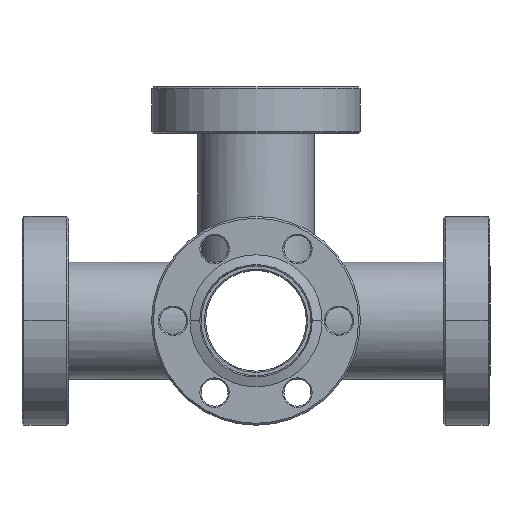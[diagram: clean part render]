
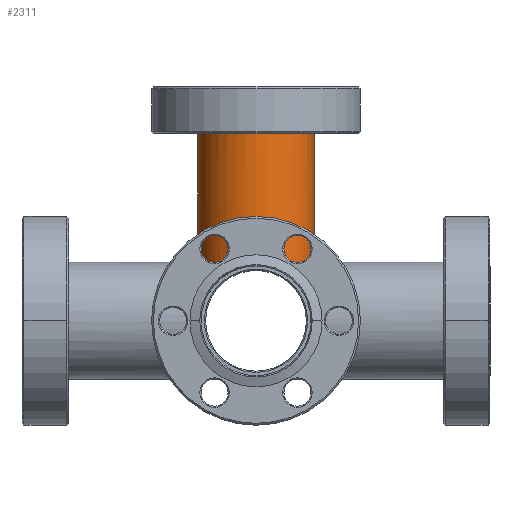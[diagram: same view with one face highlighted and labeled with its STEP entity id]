
A CAD part, front view. The second image highlights one B-rep face of the part: STEP entity #2311.
In plain terms, the highlighted cylindrical face has radius 9.525 mm (diameter 19.05 mm), a partial arc.
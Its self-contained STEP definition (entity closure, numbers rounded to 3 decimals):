
#14 = VECTOR ( 'NONE', #1575, 1000. ) ;
#31 = DIRECTION ( 'NONE',  ( 0., 0., -1. ) ) ;
#33 = CARTESIAN_POINT ( 'NONE',  ( -6.735, -6.735, 6.735 ) ) ;
#93 = DIRECTION ( 'NONE',  ( 0., 0., -1. ) ) ;
#136 = CARTESIAN_POINT ( 'NONE',  ( 6.735, -6.735, 6.735 ) ) ;
#157 = CARTESIAN_POINT ( 'NONE',  ( -9.525, 0., 33.4 ) ) ;
#207 = CARTESIAN_POINT ( 'NONE',  ( 6.735, -6.735, 6.735 ) ) ;
#297 =( BOUNDED_CURVE ( )  B_SPLINE_CURVE ( 3, ( #1428, #362, #419, #1825 ),
 .UNSPECIFIED., .F., .F. ) 
 B_SPLINE_CURVE_WITH_KNOTS ( ( 4, 4 ),
 ( 5.498, 6.283 ),
 .UNSPECIFIED. ) 
 CURVE ( )  GEOMETRIC_REPRESENTATION_ITEM ( )  RATIONAL_B_SPLINE_CURVE ( ( 1., 0.949, 0.949, 1. ) ) 
 REPRESENTATION_ITEM ( '' )  );
#362 = CARTESIAN_POINT ( 'NONE',  ( -4.925, -8.545, 8.545 ) ) ;
#419 = CARTESIAN_POINT ( 'NONE',  ( -2.56, -9.525, 9.525 ) ) ;
#536 = ORIENTED_EDGE ( 'NONE', *, *, #2609, .T. ) ;
#566 = VERTEX_POINT ( 'NONE', #2342 ) ;
#581 = EDGE_CURVE ( 'NONE', #1131, #1983, #1735, .T. ) ;
#601 = CYLINDRICAL_SURFACE ( 'NONE', #1287, 9.525 ) ;
#644 = FACE_OUTER_BOUND ( 'NONE', #1637, .T. ) ;
#775 = VERTEX_POINT ( 'NONE', #1824 ) ;
#828 = CARTESIAN_POINT ( 'NONE',  ( 8.545, -4.925, 8.545 ) ) ;
#853 = EDGE_CURVE ( 'NONE', #566, #1935, #1002, .T. ) ;
#933 = CARTESIAN_POINT ( 'NONE',  ( 0., -9.525, 9.525 ) ) ;
#934 = CARTESIAN_POINT ( 'NONE',  ( -6.735, -6.735, 6.735 ) ) ;
#999 = EDGE_CURVE ( 'NONE', #775, #1723, #1882, .T. ) ;
#1002 =( BOUNDED_CURVE ( )  B_SPLINE_CURVE ( 3, ( #1851, #2051, #1258, #33 ),
 .UNSPECIFIED., .F., .F. ) 
 B_SPLINE_CURVE_WITH_KNOTS ( ( 4, 4 ),
 ( 0., 0.785 ),
 .UNSPECIFIED. ) 
 CURVE ( )  GEOMETRIC_REPRESENTATION_ITEM ( )  RATIONAL_B_SPLINE_CURVE ( ( 1., 0.949, 0.949, 1. ) ) 
 REPRESENTATION_ITEM ( '' )  );
#1024 = CARTESIAN_POINT ( 'NONE',  ( 9.525, 0., 9.525 ) ) ;
#1050 = DIRECTION ( 'NONE',  ( 0., 0., 1. ) ) ;
#1131 = VERTEX_POINT ( 'NONE', #2002 ) ;
#1230 = VERTEX_POINT ( 'NONE', #157 ) ;
#1258 = CARTESIAN_POINT ( 'NONE',  ( -8.545, -4.925, 8.545 ) ) ;
#1287 = AXIS2_PLACEMENT_3D ( 'NONE', #2506, #93, #1498 ) ;
#1343 = CARTESIAN_POINT ( 'NONE',  ( 6.735, -6.735, 6.735 ) ) ;
#1346 = VECTOR ( 'NONE', #31, 1000. ) ;
#1428 = CARTESIAN_POINT ( 'NONE',  ( -6.735, -6.735, 6.735 ) ) ;
#1498 = DIRECTION ( 'NONE',  ( -1., 0., 0. ) ) ;
#1569 = EDGE_CURVE ( 'NONE', #1983, #1723, #2593, .T. ) ;
#1575 = DIRECTION ( 'NONE',  ( 0., 0., -1. ) ) ;
#1632 = LINE ( 'NONE', #2586, #14 ) ;
#1637 = EDGE_LOOP ( 'NONE', ( #2056, #2042, #2318, #2562, #536, #2322, #2194 ) ) ;
#1654 = EDGE_CURVE ( 'NONE', #1230, #775, #2390, .T. ) ;
#1723 = VERTEX_POINT ( 'NONE', #2466 ) ;
#1735 =( BOUNDED_CURVE ( )  B_SPLINE_CURVE ( 3, ( #933, #1742, #2553, #136 ),
 .UNSPECIFIED., .F., .F. ) 
 B_SPLINE_CURVE_WITH_KNOTS ( ( 4, 4 ),
 ( 0., 0.785 ),
 .UNSPECIFIED. ) 
 CURVE ( )  GEOMETRIC_REPRESENTATION_ITEM ( )  RATIONAL_B_SPLINE_CURVE ( ( 1., 0.949, 0.949, 1. ) ) 
 REPRESENTATION_ITEM ( '' )  );
#1742 = CARTESIAN_POINT ( 'NONE',  ( 2.56, -9.525, 9.525 ) ) ;
#1824 = CARTESIAN_POINT ( 'NONE',  ( 9.525, 0., 33.4 ) ) ;
#1825 = CARTESIAN_POINT ( 'NONE',  ( 0., -9.525, 9.525 ) ) ;
#1851 = CARTESIAN_POINT ( 'NONE',  ( -9.525, 0., 9.525 ) ) ;
#1862 = CARTESIAN_POINT ( 'NONE',  ( 9.525, 0., 33.4 ) ) ;
#1882 = LINE ( 'NONE', #1862, #1346 ) ;
#1935 = VERTEX_POINT ( 'NONE', #934 ) ;
#1983 = VERTEX_POINT ( 'NONE', #1343 ) ;
#2002 = CARTESIAN_POINT ( 'NONE',  ( 0., -9.525, 9.525 ) ) ;
#2042 = ORIENTED_EDGE ( 'NONE', *, *, #1654, .F. ) ;
#2051 = CARTESIAN_POINT ( 'NONE',  ( -9.525, -2.56, 9.525 ) ) ;
#2056 = ORIENTED_EDGE ( 'NONE', *, *, #999, .F. ) ;
#2194 = ORIENTED_EDGE ( 'NONE', *, *, #1569, .T. ) ;
#2225 = CARTESIAN_POINT ( 'NONE',  ( 9.525, -2.56, 9.525 ) ) ;
#2249 = CARTESIAN_POINT ( 'NONE',  ( 0., 0., 33.4 ) ) ;
#2269 = AXIS2_PLACEMENT_3D ( 'NONE', #2249, #1050, #2450 ) ;
#2311 = ADVANCED_FACE ( 'NONE', ( #644 ), #601, .T. ) ;
#2318 = ORIENTED_EDGE ( 'NONE', *, *, #2503, .T. ) ;
#2322 = ORIENTED_EDGE ( 'NONE', *, *, #581, .T. ) ;
#2342 = CARTESIAN_POINT ( 'NONE',  ( -9.525, 0., 9.525 ) ) ;
#2390 = CIRCLE ( 'NONE', #2269, 9.525 ) ;
#2450 = DIRECTION ( 'NONE',  ( 1., 0., 0. ) ) ;
#2466 = CARTESIAN_POINT ( 'NONE',  ( 9.525, 0., 9.525 ) ) ;
#2503 = EDGE_CURVE ( 'NONE', #1230, #566, #1632, .T. ) ;
#2506 = CARTESIAN_POINT ( 'NONE',  ( 0., 0., 33.4 ) ) ;
#2553 = CARTESIAN_POINT ( 'NONE',  ( 4.925, -8.545, 8.545 ) ) ;
#2562 = ORIENTED_EDGE ( 'NONE', *, *, #853, .T. ) ;
#2586 = CARTESIAN_POINT ( 'NONE',  ( -9.525, 0., 33.4 ) ) ;
#2593 =( BOUNDED_CURVE ( )  B_SPLINE_CURVE ( 3, ( #207, #828, #2225, #1024 ),
 .UNSPECIFIED., .F., .F. ) 
 B_SPLINE_CURVE_WITH_KNOTS ( ( 4, 4 ),
 ( 2.356, 3.142 ),
 .UNSPECIFIED. ) 
 CURVE ( )  GEOMETRIC_REPRESENTATION_ITEM ( )  RATIONAL_B_SPLINE_CURVE ( ( 1., 0.949, 0.949, 1. ) ) 
 REPRESENTATION_ITEM ( '' )  );
#2609 = EDGE_CURVE ( 'NONE', #1935, #1131, #297, .T. ) ;
